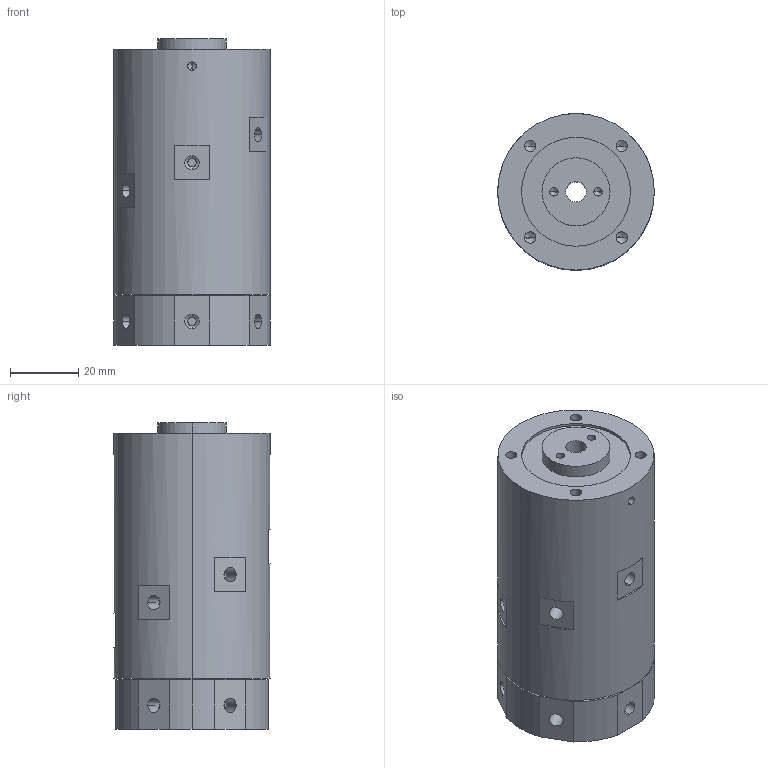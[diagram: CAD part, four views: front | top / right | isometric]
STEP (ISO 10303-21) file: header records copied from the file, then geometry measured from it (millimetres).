
FILE_DESCRIPTION (( 'STEP AP203' ), '1' );
FILE_NAME ('MQR6.STEP', '2020-07-25T02:51:57', ( 'gongcheng1' ), ( '' ), 'SwSTEP 2.0', 'SolidWorks 2014', '' );
FILE_SCHEMA (( 'CONFIG_CONTROL_DESIGN' ));
Length unit declared in the file: millimetre
Products named in the file (1): MQR6
Bounding box: 46 x 46 x 90 mm (x, y, z)
Volume: 139605 mm3; surface area: 21519.1 mm2
Topology: 1 solids, 1 shells, 171 faces, 373 edges, 216 vertices
Faces by surface type: cylinder 85, cone 44, plane 42
Entity records: 4670 total; most frequent: DIRECTION 871, CARTESIAN_POINT 817, ORIENTED_EDGE 706, EDGE_CURVE 353, AXIS2_PLACEMENT_3D 350, VERTEX_POINT 216, EDGE_LOOP 205, CIRCLE 178
